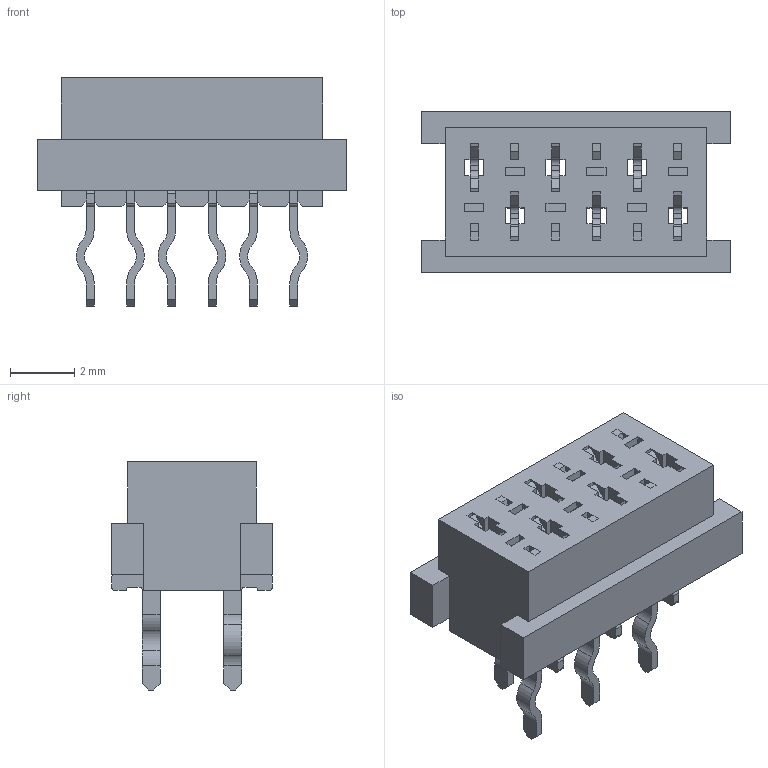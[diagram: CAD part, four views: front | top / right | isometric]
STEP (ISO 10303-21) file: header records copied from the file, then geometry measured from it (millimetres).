
FILE_DESCRIPTION(('FreeCAD Model'),'2;1');
FILE_NAME('WR-MM-6.step','2016-08-08T15:30:37',('Author'),(''), 'Open CASCADE STEP processor 6.8','FreeCAD','Unknown');
FILE_SCHEMA(('AUTOMOTIVE_DESIGN_CC2 { 1 2 10303 214 -1 1 5 4 }'));
Length unit declared in the file: millimetre
Products named in the file (2): ASSEMBLY; WR-MM-6
Assembly tree (1 placements, depth 2):
  ASSEMBLY
    WR-MM-6
Bounding box: 9.62 x 5 x 7.1 mm (x, y, z)
Volume: 138.7 mm3; surface area: 330.1 mm2
Topology: 1 solids, 1 shells, 526 faces, 1490 edges, 948 vertices
Faces by surface type: plane 406, cylinder 120
Entity records: 51109 total; most frequent: CARTESIAN_POINT 18372, DIRECTION 5208, LINE 3438, VECTOR 3438, ORIENTED_EDGE 2980, PCURVE 2980, DEFINITIONAL_REPRESENTATION 2980, EDGE_CURVE 1490
